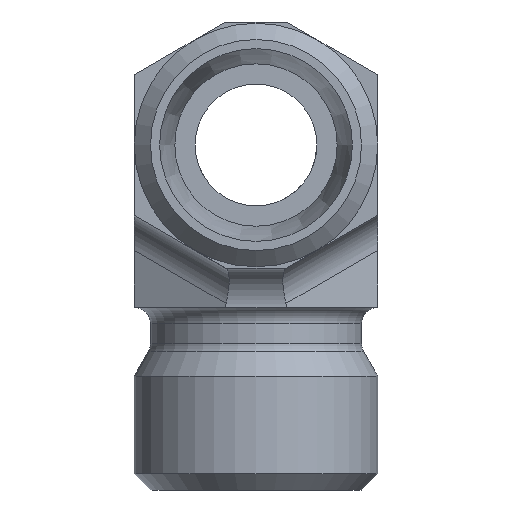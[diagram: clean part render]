
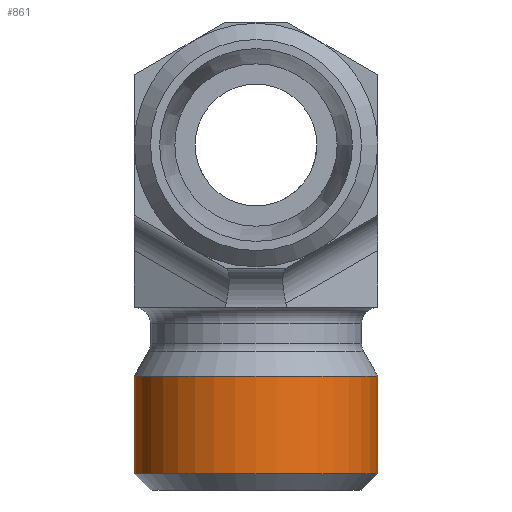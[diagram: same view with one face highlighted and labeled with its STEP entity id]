
A CAD part, front view. The second image highlights one B-rep face of the part: STEP entity #861.
In plain terms, the highlighted cylindrical face has radius 6 mm (diameter 12 mm), a full revolution.
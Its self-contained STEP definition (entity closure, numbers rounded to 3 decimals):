
#819=CARTESIAN_POINT('',(-25.685,9.544,-4.7));
#820=VERTEX_POINT('',#819);
#821=CARTESIAN_POINT('',(-19.685,9.544,-4.7));
#822=DIRECTION('',(0.0,0.0,-1.0));
#823=DIRECTION('',(1.0,0.0,0.0));
#824=AXIS2_PLACEMENT_3D('',#821,#822,#823);
#825=CIRCLE('',#824,6.);
#826=EDGE_CURVE('',#820,#820,#825,.T.);
#842=CARTESIAN_POINT('',(-19.685,9.544,-5.5));
#843=DIRECTION('',(0.,0.0,1.0));
#844=DIRECTION('',(1.0,0.0,0.0));
#845=AXIS2_PLACEMENT_3D('',#842,#843,#844);
#846=CYLINDRICAL_SURFACE('',#845,6.);
#847=CARTESIAN_POINT('',(-25.685,9.544,0.114));
#848=VERTEX_POINT('',#847);
#849=CARTESIAN_POINT('',(-19.685,9.544,0.114));
#850=DIRECTION('',(0.0,0.0,-1.0));
#851=DIRECTION('',(1.0,0.0,0.0));
#852=AXIS2_PLACEMENT_3D('',#849,#850,#851);
#853=CIRCLE('',#852,6.);
#854=EDGE_CURVE('',#848,#848,#853,.T.);
#855=ORIENTED_EDGE('',*,*,#854,.T.);
#856=EDGE_LOOP('',(#855));
#857=FACE_OUTER_BOUND('',#856,.T.);
#858=ORIENTED_EDGE('',*,*,#826,.F.);
#859=EDGE_LOOP('',(#858));
#860=FACE_BOUND('',#859,.T.);
#861=ADVANCED_FACE('',(#857,#860),#846,.T.);
